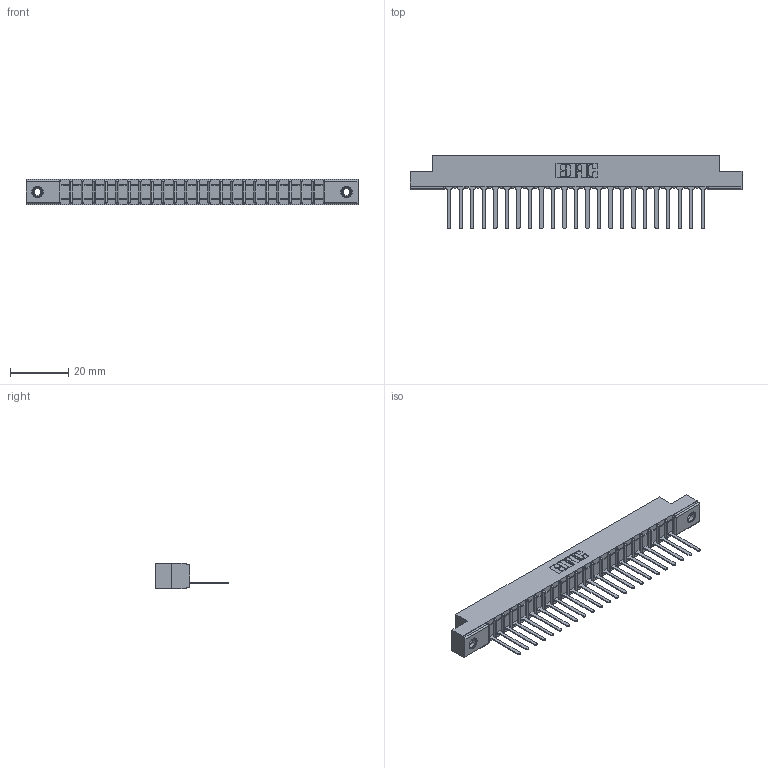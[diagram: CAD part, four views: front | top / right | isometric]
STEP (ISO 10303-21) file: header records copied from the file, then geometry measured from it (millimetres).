
FILE_DESCRIPTION (( 'STEP AP203' ), '1' );
FILE_NAME ('307-023-447-108.STEP', '2020-09-27T08:19:39', ( '' ), ( '' ), 'SwSTEP 2.0', 'SolidWorks 2020', '' );
FILE_SCHEMA (( 'CONFIG_CONTROL_DESIGN' ));
Length unit declared in the file: inch
Products named in the file (4): 307-290-001_547; 307-023-447-108; 345-250-001_345-250-003-102; 307 Part_.156 Dia Mounting Holes
Assembly tree (26 placements, depth 2):
  307-023-447-108
    307 Part_.156 Dia Mounting Holes
    307-290-001_547  x23
    345-250-001_345-250-003-102  x2
Bounding box: 114.15 x 25.43 x 8.71 mm (x, y, z)
Volume: 7251 mm3; surface area: 11618.3 mm2
Topology: 26 solids, 26 shells, 1490 faces, 4185 edges, 2686 vertices
Faces by surface type: plane 953, cylinder 473, sphere 48, cone 12, torus 4
Entity records: 23213 total; most frequent: CARTESIAN_POINT 3883, ORIENTED_EDGE 3862, DIRECTION 3797, EDGE_CURVE 1931, VECTOR 1473, LINE 1473, VERTEX_POINT 1248, AXIS2_PLACEMENT_3D 1162
